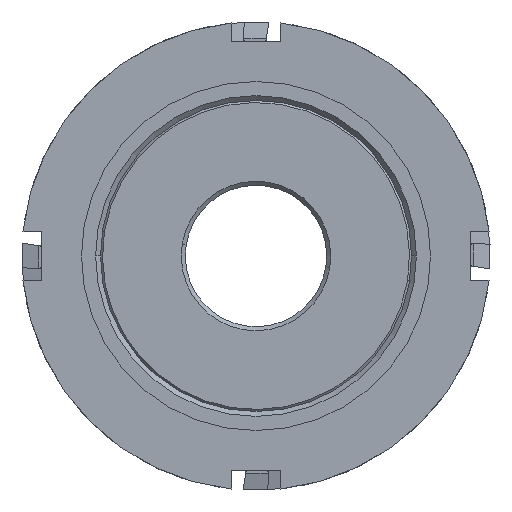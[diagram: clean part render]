
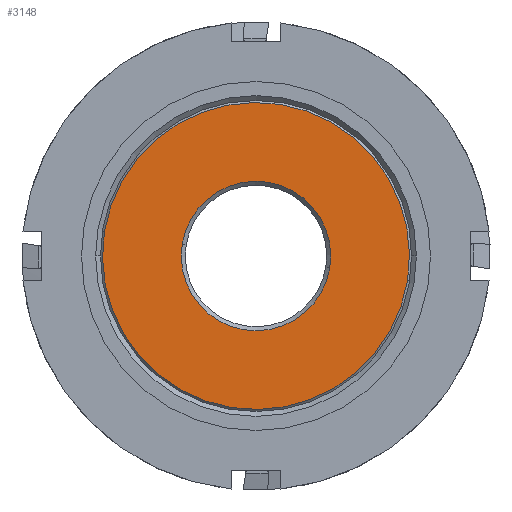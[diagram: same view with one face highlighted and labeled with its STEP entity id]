
A CAD part, front view. The second image highlights one B-rep face of the part: STEP entity #3148.
In plain terms, the highlighted planar face has unit normal (0, -1, 0).
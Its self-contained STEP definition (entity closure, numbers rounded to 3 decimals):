
#23 = ORIENTED_EDGE ( 'NONE', *, *, #1554, .T. ) ;
#210 = FACE_BOUND ( 'NONE', #2678, .T. ) ;
#315 = CIRCLE ( 'NONE', #2352, 19. ) ;
#365 = CIRCLE ( 'NONE', #3308, 19. ) ;
#407 = DIRECTION ( 'NONE',  ( -1., 0., 0. ) ) ;
#581 = PLANE ( 'NONE',  #2114 ) ;
#591 = AXIS2_PLACEMENT_3D ( 'NONE', #1350, #1335, #407 ) ;
#610 = CARTESIAN_POINT ( 'NONE',  ( 8.75, -30.066, 0. ) ) ;
#636 = DIRECTION ( 'NONE',  ( 0., 1., 0. ) ) ;
#949 = DIRECTION ( 'NONE',  ( -1., 0., 0. ) ) ;
#1082 = CIRCLE ( 'NONE', #591, 9.25 ) ;
#1122 = VERTEX_POINT ( 'NONE', #1587 ) ;
#1147 = DIRECTION ( 'NONE',  ( 0., 1., 0. ) ) ;
#1200 = VERTEX_POINT ( 'NONE', #3241 ) ;
#1335 = DIRECTION ( 'NONE',  ( 0., 1., 0. ) ) ;
#1350 = CARTESIAN_POINT ( 'NONE',  ( 0., -30.066, 0. ) ) ;
#1436 = DIRECTION ( 'NONE',  ( -1., 0., 0. ) ) ;
#1497 = EDGE_CURVE ( 'NONE', #3327, #3765, #365, .T. ) ;
#1554 = EDGE_CURVE ( 'NONE', #1200, #1122, #1082, .T. ) ;
#1587 = CARTESIAN_POINT ( 'NONE',  ( -9.25, -30.066, 0. ) ) ;
#1656 = ORIENTED_EDGE ( 'NONE', *, *, #2484, .T. ) ;
#1823 = DIRECTION ( 'NONE',  ( 0., 1., 0. ) ) ;
#1867 = EDGE_CURVE ( 'NONE', #3765, #3327, #315, .T. ) ;
#1921 = CARTESIAN_POINT ( 'NONE',  ( 0., -30.066, 0. ) ) ;
#1957 = DIRECTION ( 'NONE',  ( 0., 1., 0. ) ) ;
#1996 = ORIENTED_EDGE ( 'NONE', *, *, #1867, .F. ) ;
#2102 = CARTESIAN_POINT ( 'NONE',  ( 0., -30.066, 0. ) ) ;
#2114 = AXIS2_PLACEMENT_3D ( 'NONE', #610, #1147, #1436 ) ;
#2147 = CARTESIAN_POINT ( 'NONE',  ( 0., -30.066, 0. ) ) ;
#2292 = EDGE_LOOP ( 'NONE', ( #2345, #1996 ) ) ;
#2345 = ORIENTED_EDGE ( 'NONE', *, *, #1497, .F. ) ;
#2352 = AXIS2_PLACEMENT_3D ( 'NONE', #2102, #1823, #2753 ) ;
#2368 = CARTESIAN_POINT ( 'NONE',  ( -19., -30.066, 0. ) ) ;
#2484 = EDGE_CURVE ( 'NONE', #1122, #1200, #3350, .T. ) ;
#2577 = AXIS2_PLACEMENT_3D ( 'NONE', #2147, #636, #949 ) ;
#2678 = EDGE_LOOP ( 'NONE', ( #23, #1656 ) ) ;
#2753 = DIRECTION ( 'NONE',  ( -1., 0., 0. ) ) ;
#2893 = CARTESIAN_POINT ( 'NONE',  ( 19., -30.066, 0. ) ) ;
#3148 = ADVANCED_FACE ( 'NONE', ( #210, #3733 ), #581, .F. ) ;
#3241 = CARTESIAN_POINT ( 'NONE',  ( 9.25, -30.066, 0. ) ) ;
#3308 = AXIS2_PLACEMENT_3D ( 'NONE', #1921, #1957, #3797 ) ;
#3327 = VERTEX_POINT ( 'NONE', #2368 ) ;
#3350 = CIRCLE ( 'NONE', #2577, 9.25 ) ;
#3733 = FACE_OUTER_BOUND ( 'NONE', #2292, .T. ) ;
#3765 = VERTEX_POINT ( 'NONE', #2893 ) ;
#3797 = DIRECTION ( 'NONE',  ( -1., 0., 0. ) ) ;
